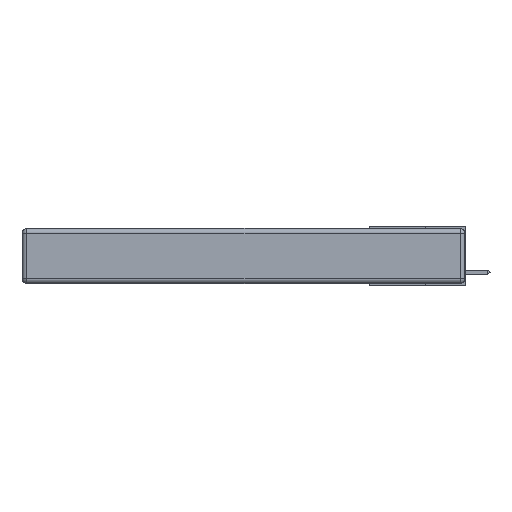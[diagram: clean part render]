
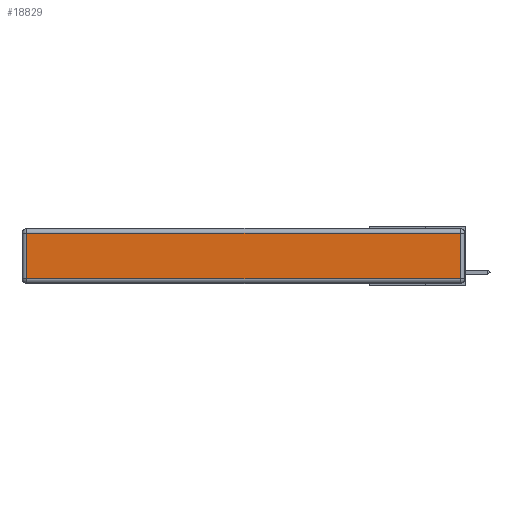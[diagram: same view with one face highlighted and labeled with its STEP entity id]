
A CAD part, left-side view. The second image highlights one B-rep face of the part: STEP entity #18829.
In plain terms, the highlighted planar face has unit normal (-1, 0, 0).
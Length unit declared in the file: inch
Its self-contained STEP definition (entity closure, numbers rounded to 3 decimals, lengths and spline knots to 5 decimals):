
#216 = DIRECTION ( 'NONE',  ( 0., 1., 0. ) ) ;
#1902 = EDGE_CURVE ( 'NONE', #6243, #22086, #12911, .T. ) ;
#2117 = VECTOR ( 'NONE', #17255, 39.37008 ) ;
#3828 = DIRECTION ( 'NONE',  ( -1., 0., 0. ) ) ;
#5129 = EDGE_CURVE ( 'NONE', #9156, #18724, #11666, .T. ) ;
#6243 = VERTEX_POINT ( 'NONE', #12511 ) ;
#6383 = VECTOR ( 'NONE', #18888, 39.37008 ) ;
#6768 = CARTESIAN_POINT ( 'NONE',  ( 0., 0.03, -0.313 ) ) ;
#7197 = CARTESIAN_POINT ( 'NONE',  ( 0., 2.75, -0.03 ) ) ;
#7944 = CARTESIAN_POINT ( 'NONE',  ( 0., 2.72, -0.313 ) ) ;
#8075 = ORIENTED_EDGE ( 'NONE', *, *, #1902, .T. ) ;
#8860 = CARTESIAN_POINT ( 'NONE',  ( 0., 0.03, -0.03 ) ) ;
#8929 = VECTOR ( 'NONE', #11686, 39.37008 ) ;
#8992 = VECTOR ( 'NONE', #216, 39.37008 ) ;
#9156 = VERTEX_POINT ( 'NONE', #6768 ) ;
#9651 = CARTESIAN_POINT ( 'NONE',  ( 0., 2.72, -0.343 ) ) ;
#9913 = EDGE_LOOP ( 'NONE', ( #10511, #16169, #16152, #8075 ) ) ;
#10511 = ORIENTED_EDGE ( 'NONE', *, *, #22451, .T. ) ;
#11666 = LINE ( 'NONE', #13337, #6383 ) ;
#11686 = DIRECTION ( 'NONE',  ( 0., -1., 0. ) ) ;
#12511 = CARTESIAN_POINT ( 'NONE',  ( 0., 2.72, -0.03 ) ) ;
#12911 = LINE ( 'NONE', #9651, #2117 ) ;
#13179 = LINE ( 'NONE', #7197, #8992 ) ;
#13337 = CARTESIAN_POINT ( 'NONE',  ( 0., 0.03, -0.343 ) ) ;
#14617 = CARTESIAN_POINT ( 'NONE',  ( 0., 0., -0.343 ) ) ;
#15030 = LINE ( 'NONE', #20602, #8929 ) ;
#16152 = ORIENTED_EDGE ( 'NONE', *, *, #21233, .T. ) ;
#16169 = ORIENTED_EDGE ( 'NONE', *, *, #5129, .T. ) ;
#16238 = DIRECTION ( 'NONE',  ( 0., 0., 1. ) ) ;
#16640 = AXIS2_PLACEMENT_3D ( 'NONE', #14617, #3828, #16238 ) ;
#17255 = DIRECTION ( 'NONE',  ( 0., 0., -1. ) ) ;
#18724 = VERTEX_POINT ( 'NONE', #8860 ) ;
#18829 = ADVANCED_FACE ( 'NONE', ( #21462 ), #20114, .T. ) ;
#18888 = DIRECTION ( 'NONE',  ( 0., 0., 1. ) ) ;
#20114 = PLANE ( 'NONE',  #16640 ) ;
#20602 = CARTESIAN_POINT ( 'NONE',  ( 0., 0., -0.313 ) ) ;
#21233 = EDGE_CURVE ( 'NONE', #18724, #6243, #13179, .T. ) ;
#21462 = FACE_OUTER_BOUND ( 'NONE', #9913, .T. ) ;
#22086 = VERTEX_POINT ( 'NONE', #7944 ) ;
#22451 = EDGE_CURVE ( 'NONE', #22086, #9156, #15030, .T. ) ;
